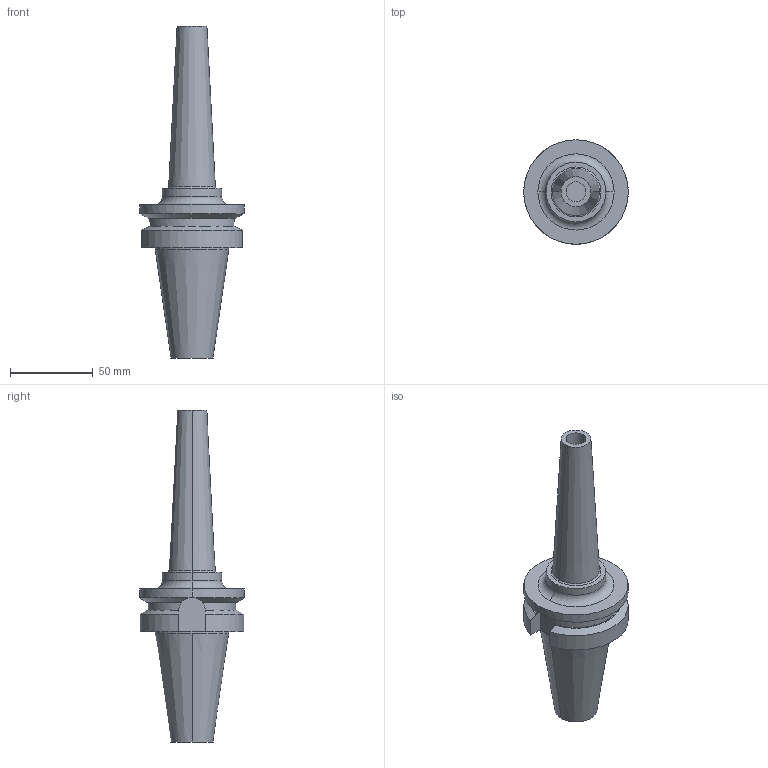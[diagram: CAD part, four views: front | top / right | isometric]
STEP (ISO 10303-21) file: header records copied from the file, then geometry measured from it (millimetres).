
FILE_DESCRIPTION (( 'STEP AP203' ), '1' );
FILE_NAME ('STP-26.651T.12.135.STEP', '2019-07-08T01:41:22', ( '' ), ( '' ), 'SwSTEP 2.0', 'SolidWorks 2017', '' );
FILE_SCHEMA (( 'CONFIG_CONTROL_DESIGN' ));
Length unit declared in the file: millimetre
Products named in the file (1): STP-26.651T.12.135
Bounding box: 63 x 63 x 200.4 mm (x, y, z)
Volume: 174307.6 mm3; surface area: 30544.5 mm2
Topology: 1 solids, 1 shells, 56 faces, 132 edges, 84 vertices
Faces by surface type: cylinder 23, plane 19, cone 10, torus 4
Entity records: 1752 total; most frequent: CARTESIAN_POINT 375, DIRECTION 285, ORIENTED_EDGE 260, EDGE_CURVE 130, AXIS2_PLACEMENT_3D 118, VERTEX_POINT 84, EDGE_LOOP 64, CIRCLE 61
